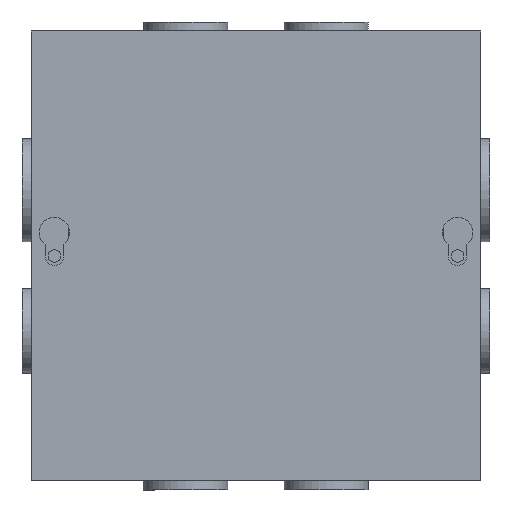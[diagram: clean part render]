
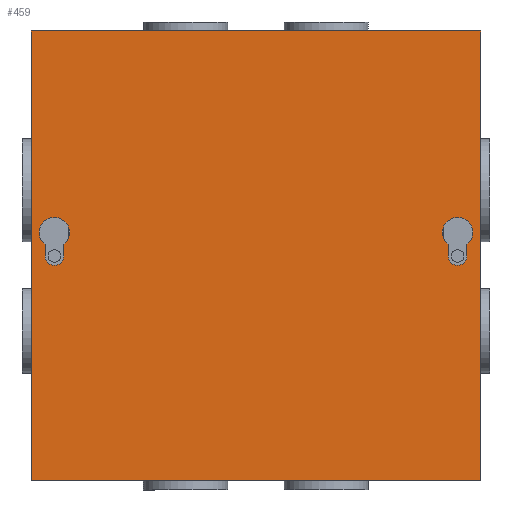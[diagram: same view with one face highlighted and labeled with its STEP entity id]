
A CAD part, front view. The second image highlights one B-rep face of the part: STEP entity #459.
In plain terms, the highlighted planar face has unit normal (0, -1, 0).
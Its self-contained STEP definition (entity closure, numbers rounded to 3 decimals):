
#459 = ADVANCED_FACE( '', ( #1118, #1119, #1120 ), #1121, .T. );
#1118 = FACE_BOUND( '', #2092, .T. );
#1119 = FACE_OUTER_BOUND( '', #2093, .T. );
#1120 = FACE_BOUND( '', #2094, .T. );
#1121 = PLANE( '', #2095 );
#2092 = EDGE_LOOP( '', ( #3196, #3197, #3198, #3199 ) );
#2093 = EDGE_LOOP( '', ( #3200, #3201, #3202, #3203 ) );
#2094 = EDGE_LOOP( '', ( #3204, #3205, #3206, #3207 ) );
#2095 = AXIS2_PLACEMENT_3D( '', #3208, #3209, #3210 );
#3196 = ORIENTED_EDGE( '', *, *, #5445, .T. );
#3197 = ORIENTED_EDGE( '', *, *, #5446, .T. );
#3198 = ORIENTED_EDGE( '', *, *, #5447, .T. );
#3199 = ORIENTED_EDGE( '', *, *, #5448, .T. );
#3200 = ORIENTED_EDGE( '', *, *, #5449, .T. );
#3201 = ORIENTED_EDGE( '', *, *, #5450, .T. );
#3202 = ORIENTED_EDGE( '', *, *, #5451, .T. );
#3203 = ORIENTED_EDGE( '', *, *, #5440, .T. );
#3204 = ORIENTED_EDGE( '', *, *, #5452, .T. );
#3205 = ORIENTED_EDGE( '', *, *, #5453, .T. );
#3206 = ORIENTED_EDGE( '', *, *, #5454, .T. );
#3207 = ORIENTED_EDGE( '', *, *, #5391, .T. );
#3208 = CARTESIAN_POINT( '', ( 0., 0., 0. ) );
#3209 = DIRECTION( '', ( 0., -1., 0. ) );
#3210 = DIRECTION( '', ( 0., 0., -1. ) );
#5391 = EDGE_CURVE( '', #6344, #6342, #6345, .T. );
#5440 = EDGE_CURVE( '', #6426, #6427, #6428, .T. );
#5445 = EDGE_CURVE( '', #6435, #6436, #6437, .T. );
#5446 = EDGE_CURVE( '', #6436, #6438, #6439, .T. );
#5447 = EDGE_CURVE( '', #6438, #6440, #6441, .T. );
#5448 = EDGE_CURVE( '', #6440, #6435, #6442, .T. );
#5449 = EDGE_CURVE( '', #6427, #6443, #6444, .T. );
#5450 = EDGE_CURVE( '', #6443, #6445, #6446, .T. );
#5451 = EDGE_CURVE( '', #6445, #6426, #6447, .T. );
#5452 = EDGE_CURVE( '', #6342, #6448, #6449, .T. );
#5453 = EDGE_CURVE( '', #6448, #6450, #6451, .T. );
#5454 = EDGE_CURVE( '', #6450, #6344, #6452, .T. );
#6342 = VERTEX_POINT( '', #7698 );
#6344 = VERTEX_POINT( '', #7701 );
#6345 = CIRCLE( '', #7702, 5.156 );
#6426 = VERTEX_POINT( '', #7795 );
#6427 = VERTEX_POINT( '', #7796 );
#6428 = LINE( '', #7797, #7798 );
#6435 = VERTEX_POINT( '', #7808 );
#6436 = VERTEX_POINT( '', #7809 );
#6437 = LINE( '', #7810, #7811 );
#6438 = VERTEX_POINT( '', #7812 );
#6439 = CIRCLE( '', #7813, 3.175 );
#6440 = VERTEX_POINT( '', #7814 );
#6441 = LINE( '', #7815, #7816 );
#6442 = CIRCLE( '', #7817, 5.156 );
#6443 = VERTEX_POINT( '', #7818 );
#6444 = LINE( '', #7819, #7820 );
#6445 = VERTEX_POINT( '', #7821 );
#6446 = LINE( '', #7822, #7823 );
#6447 = LINE( '', #7824, #7825 );
#6448 = VERTEX_POINT( '', #7826 );
#6449 = LINE( '', #7827, #7828 );
#6450 = VERTEX_POINT( '', #7829 );
#6451 = CIRCLE( '', #7830, 3.175 );
#6452 = LINE( '', #7831, #7832 );
#7698 = CARTESIAN_POINT( '', ( 71.45, 0., 3.862 ) );
#7701 = CARTESIAN_POINT( '', ( 65.1, 0., 3.862 ) );
#7702 = AXIS2_PLACEMENT_3D( '', #9424, #9425, #9426 );
#7795 = CARTESIAN_POINT( '', ( 76.2, 0., 76.2 ) );
#7796 = CARTESIAN_POINT( '', ( -76.2, 0., 76.2 ) );
#7797 = CARTESIAN_POINT( '', ( 76.2, 0., 76.2 ) );
#7798 = VECTOR( '', #9508, 1000. );
#7808 = CARTESIAN_POINT( '', ( -65.1, 0., 3.862 ) );
#7809 = CARTESIAN_POINT( '', ( -65.1, 0., 0. ) );
#7810 = CARTESIAN_POINT( '', ( -65.1, 0., 0. ) );
#7811 = VECTOR( '', #9512, 1000. );
#7812 = CARTESIAN_POINT( '', ( -71.45, 0., 0. ) );
#7813 = AXIS2_PLACEMENT_3D( '', #9513, #9514, #9515 );
#7814 = CARTESIAN_POINT( '', ( -71.45, 0., 3.862 ) );
#7815 = CARTESIAN_POINT( '', ( -71.45, 0., 0. ) );
#7816 = VECTOR( '', #9516, 1000. );
#7817 = AXIS2_PLACEMENT_3D( '', #9517, #9518, #9519 );
#7818 = CARTESIAN_POINT( '', ( -76.2, 0., -76.2 ) );
#7819 = CARTESIAN_POINT( '', ( -76.2, 0., 76.2 ) );
#7820 = VECTOR( '', #9520, 1000. );
#7821 = CARTESIAN_POINT( '', ( 76.2, 0., -76.2 ) );
#7822 = CARTESIAN_POINT( '', ( -76.2, 0., -76.2 ) );
#7823 = VECTOR( '', #9521, 1000. );
#7824 = CARTESIAN_POINT( '', ( 76.2, 0., -76.2 ) );
#7825 = VECTOR( '', #9522, 1000. );
#7826 = CARTESIAN_POINT( '', ( 71.45, 0., 0. ) );
#7827 = CARTESIAN_POINT( '', ( 71.45, 0., 0. ) );
#7828 = VECTOR( '', #9523, 1000. );
#7829 = CARTESIAN_POINT( '', ( 65.1, 0., 0. ) );
#7830 = AXIS2_PLACEMENT_3D( '', #9524, #9525, #9526 );
#7831 = CARTESIAN_POINT( '', ( 65.1, 0., 0. ) );
#7832 = VECTOR( '', #9527, 1000. );
#9424 = CARTESIAN_POINT( '', ( 68.275, 0., 7.925 ) );
#9425 = DIRECTION( '', ( 0., 1., 0. ) );
#9426 = DIRECTION( '', ( 0., 0., -1. ) );
#9508 = DIRECTION( '', ( -1., 0., 0. ) );
#9512 = DIRECTION( '', ( 0., 0., -1. ) );
#9513 = CARTESIAN_POINT( '', ( -68.275, 0., 0. ) );
#9514 = DIRECTION( '', ( 0., 1., 0. ) );
#9515 = DIRECTION( '', ( 1., 0., 0. ) );
#9516 = DIRECTION( '', ( 0., 0., 1. ) );
#9517 = CARTESIAN_POINT( '', ( -68.275, 0., 7.925 ) );
#9518 = DIRECTION( '', ( 0., 1., 0. ) );
#9519 = DIRECTION( '', ( 0., 0., -1. ) );
#9520 = DIRECTION( '', ( 0., 0., -1. ) );
#9521 = DIRECTION( '', ( 1., 0., 0. ) );
#9522 = DIRECTION( '', ( 0., 0., 1. ) );
#9523 = DIRECTION( '', ( 0., 0., -1. ) );
#9524 = CARTESIAN_POINT( '', ( 68.275, 0., 0. ) );
#9525 = DIRECTION( '', ( 0., 1., 0. ) );
#9526 = DIRECTION( '', ( 1., 0., 0. ) );
#9527 = DIRECTION( '', ( 0., 0., 1. ) );
